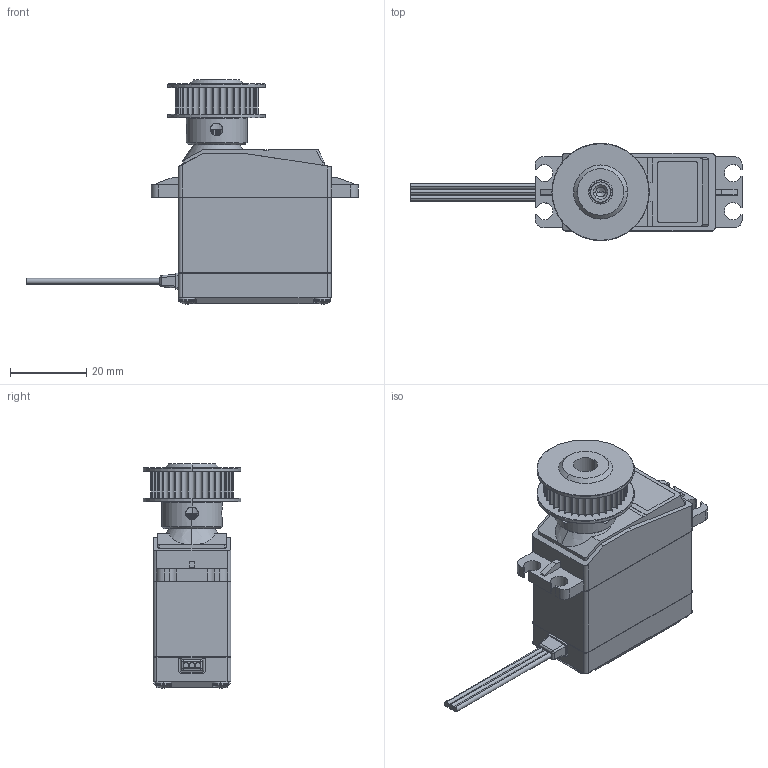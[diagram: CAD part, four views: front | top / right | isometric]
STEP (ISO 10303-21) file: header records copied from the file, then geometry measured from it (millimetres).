
FILE_DESCRIPTION((''),'2;1');
FILE_NAME('SERVO_AND_PULLEY_ASM','2023-06-22T10:35:28',('Lenovo'),(''),'CREO PARAMETRIC BY PTC INC, 2022073','CREO PARAMETRIC BY PTC INC, 2022073','');
FILE_SCHEMA(('CONFIG_CONTROL_DESIGN'));
Length unit declared in the file: millimetre
Products named in the file (3): SERVO; PULLEY; SERVO_AND_PULLEY_ASM
Assembly tree (2 placements, depth 2):
  SERVO_AND_PULLEY_ASM
    SERVO
    PULLEY
Bounding box: 87.25 x 25.6 x 58.91 mm (x, y, z)
Volume: 37660.4 mm3; surface area: 11198.2 mm2
Topology: 6 solids, 15 shells, 759 faces, 2133 edges, 1353 vertices
Faces by surface type: cylinder 290, plane 222, bspline 80, cone 73, torus 48, sphere 44, extrusion 2
Entity records: 32446 total; most frequent: CARTESIAN_POINT 13574, ORIENTED_EDGE 4128, DIRECTION 3827, EDGE_CURVE 2079, AXIS2_PLACEMENT_3D 1544, VERTEX_POINT 1353, CIRCLE 860, EDGE_LOOP 776
